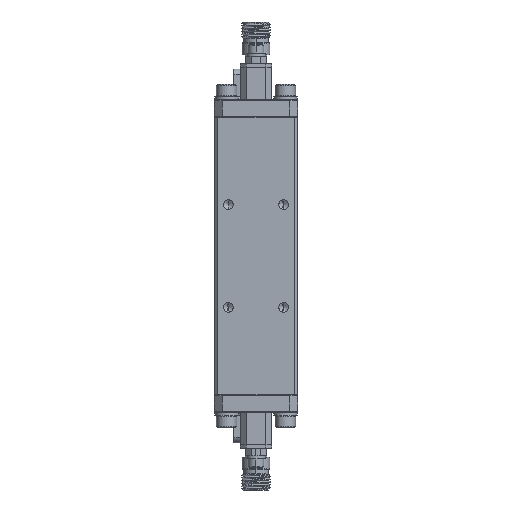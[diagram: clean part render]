
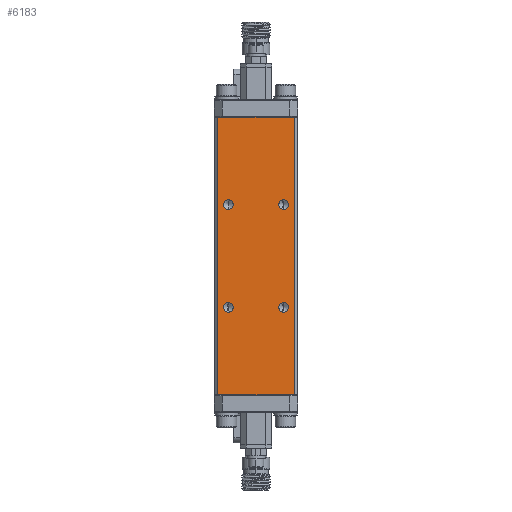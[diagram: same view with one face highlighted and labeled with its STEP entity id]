
A CAD part, front view. The second image highlights one B-rep face of the part: STEP entity #6183.
In plain terms, the highlighted planar face has unit normal (0, -1, 0).
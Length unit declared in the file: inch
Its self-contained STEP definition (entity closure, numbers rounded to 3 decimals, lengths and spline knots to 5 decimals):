
#760 = CARTESIAN_POINT ( 'NONE',  ( -0.25, -0.565, -0.4625 ) ) ;
#1041 = VECTOR ( 'NONE', #29198, 39.37008 ) ;
#1348 = PLANE ( 'NONE',  #4853 ) ;
#1436 = FACE_OUTER_BOUND ( 'NONE', #27684, .T. ) ;
#1729 = CARTESIAN_POINT ( 'NONE',  ( 0.345, -0.565, -1.25 ) ) ;
#1888 = CARTESIAN_POINT ( 'NONE',  ( -0.25, -0.565, 0.507 ) ) ;
#2257 = EDGE_CURVE ( 'NONE', #27313, #16582, #19941, .T. ) ;
#2280 = CARTESIAN_POINT ( 'NONE',  ( 0.345, -0.565, -1.25 ) ) ;
#3155 = EDGE_LOOP ( 'NONE', ( #14125, #34270 ) ) ;
#3618 = DIRECTION ( 'NONE',  ( 0., -1., 0. ) ) ;
#4071 = EDGE_CURVE ( 'NONE', #33509, #6741, #15216, .T. ) ;
#4853 = AXIS2_PLACEMENT_3D ( 'NONE', #33832, #17786, #33478 ) ;
#4921 = DIRECTION ( 'NONE',  ( 0., 0., -1. ) ) ;
#5821 = VERTEX_POINT ( 'NONE', #32062 ) ;
#6183 = ADVANCED_FACE ( 'NONE', ( #27644, #15806, #9481, #20435, #1436 ), #1348, .F. ) ;
#6350 = CARTESIAN_POINT ( 'NONE',  ( -0.25, -0.565, 0.4625 ) ) ;
#6416 = VECTOR ( 'NONE', #19512, 39.37008 ) ;
#6741 = VERTEX_POINT ( 'NONE', #28260 ) ;
#7176 = AXIS2_PLACEMENT_3D ( 'NONE', #34587, #18423, #4921 ) ;
#7550 = VERTEX_POINT ( 'NONE', #24051 ) ;
#7727 = AXIS2_PLACEMENT_3D ( 'NONE', #19425, #22121, #27576 ) ;
#8142 = AXIS2_PLACEMENT_3D ( 'NONE', #14894, #28705, #15008 ) ;
#9016 = EDGE_LOOP ( 'NONE', ( #23063, #34546 ) ) ;
#9481 = FACE_BOUND ( 'NONE', #9016, .T. ) ;
#9941 = CARTESIAN_POINT ( 'NONE',  ( 0.25, -0.565, 0.418 ) ) ;
#10340 = CARTESIAN_POINT ( 'NONE',  ( -0.25, -0.565, 0.418 ) ) ;
#11165 = CARTESIAN_POINT ( 'NONE',  ( -0.25, -0.565, 0.4625 ) ) ;
#11538 = DIRECTION ( 'NONE',  ( 0., 0., -1. ) ) ;
#11802 = DIRECTION ( 'NONE',  ( 0., 0., -1. ) ) ;
#11884 = CARTESIAN_POINT ( 'NONE',  ( 0.25, -0.565, 0.507 ) ) ;
#12166 = EDGE_CURVE ( 'NONE', #32433, #33095, #25189, .T. ) ;
#12258 = ORIENTED_EDGE ( 'NONE', *, *, #12166, .F. ) ;
#12498 = LINE ( 'NONE', #34521, #1041 ) ;
#13167 = DIRECTION ( 'NONE',  ( 0., 0., 1. ) ) ;
#13796 = LINE ( 'NONE', #16444, #19269 ) ;
#14064 = CARTESIAN_POINT ( 'NONE',  ( -0.345, -0.565, 1.25 ) ) ;
#14125 = ORIENTED_EDGE ( 'NONE', *, *, #21196, .F. ) ;
#14375 = DIRECTION ( 'NONE',  ( 0., 0., -1. ) ) ;
#14894 = CARTESIAN_POINT ( 'NONE',  ( 0.25, -0.565, -0.4625 ) ) ;
#15008 = DIRECTION ( 'NONE',  ( 0., 0., -1. ) ) ;
#15216 = CIRCLE ( 'NONE', #33804, 0.0445 ) ;
#15763 = ORIENTED_EDGE ( 'NONE', *, *, #22084, .F. ) ;
#15806 = FACE_BOUND ( 'NONE', #30740, .T. ) ;
#15832 = EDGE_CURVE ( 'NONE', #23477, #16582, #13796, .T. ) ;
#15908 = CIRCLE ( 'NONE', #18002, 0.0445 ) ;
#16094 = DIRECTION ( 'NONE',  ( 0., 0., -1. ) ) ;
#16202 = CIRCLE ( 'NONE', #7727, 0.0445 ) ;
#16444 = CARTESIAN_POINT ( 'NONE',  ( -0.345, -0.565, -1.25 ) ) ;
#16479 = DIRECTION ( 'NONE',  ( 0., -1., 0. ) ) ;
#16582 = VERTEX_POINT ( 'NONE', #19204 ) ;
#17102 = DIRECTION ( 'NONE',  ( 0., -1., 0. ) ) ;
#17786 = DIRECTION ( 'NONE',  ( 0., 1., 0. ) ) ;
#18002 = AXIS2_PLACEMENT_3D ( 'NONE', #33399, #17102, #28093 ) ;
#18164 = CIRCLE ( 'NONE', #7176, 0.0445 ) ;
#18423 = DIRECTION ( 'NONE',  ( 0., -1., 0. ) ) ;
#18719 = VERTEX_POINT ( 'NONE', #1888 ) ;
#19204 = CARTESIAN_POINT ( 'NONE',  ( -0.345, -0.565, -1.25 ) ) ;
#19269 = VECTOR ( 'NONE', #16094, 39.37008 ) ;
#19425 = CARTESIAN_POINT ( 'NONE',  ( 0.25, -0.565, 0.4625 ) ) ;
#19512 = DIRECTION ( 'NONE',  ( -1., 0., 0. ) ) ;
#19941 = LINE ( 'NONE', #27791, #6416 ) ;
#20433 = AXIS2_PLACEMENT_3D ( 'NONE', #25123, #27844, #14375 ) ;
#20435 = FACE_BOUND ( 'NONE', #26019, .T. ) ;
#20589 = ORIENTED_EDGE ( 'NONE', *, *, #4071, .F. ) ;
#20868 = VECTOR ( 'NONE', #13167, 39.37008 ) ;
#21006 = ORIENTED_EDGE ( 'NONE', *, *, #15832, .T. ) ;
#21134 = VERTEX_POINT ( 'NONE', #10340 ) ;
#21196 = EDGE_CURVE ( 'NONE', #21134, #18719, #28711, .T. ) ;
#21482 = ORIENTED_EDGE ( 'NONE', *, *, #29333, .T. ) ;
#22011 = VERTEX_POINT ( 'NONE', #33892 ) ;
#22014 = CIRCLE ( 'NONE', #28801, 0.0445 ) ;
#22084 = EDGE_CURVE ( 'NONE', #6741, #33509, #18164, .T. ) ;
#22121 = DIRECTION ( 'NONE',  ( 0., -1., 0. ) ) ;
#23063 = ORIENTED_EDGE ( 'NONE', *, *, #31501, .F. ) ;
#23477 = VERTEX_POINT ( 'NONE', #14064 ) ;
#23669 = AXIS2_PLACEMENT_3D ( 'NONE', #11165, #16479, #27219 ) ;
#24051 = CARTESIAN_POINT ( 'NONE',  ( 0.25, -0.565, -0.418 ) ) ;
#25120 = DIRECTION ( 'NONE',  ( 0., -1., 0. ) ) ;
#25123 = CARTESIAN_POINT ( 'NONE',  ( 0.25, -0.565, 0.4625 ) ) ;
#25189 = CIRCLE ( 'NONE', #20433, 0.0445 ) ;
#25844 = ORIENTED_EDGE ( 'NONE', *, *, #26089, .F. ) ;
#25922 = ORIENTED_EDGE ( 'NONE', *, *, #30184, .T. ) ;
#26019 = EDGE_LOOP ( 'NONE', ( #15763, #20589 ) ) ;
#26089 = EDGE_CURVE ( 'NONE', #33095, #32433, #16202, .T. ) ;
#26543 = ORIENTED_EDGE ( 'NONE', *, *, #2257, .F. ) ;
#27170 = EDGE_CURVE ( 'NONE', #18719, #21134, #22014, .T. ) ;
#27219 = DIRECTION ( 'NONE',  ( 0., 0., -1. ) ) ;
#27313 = VERTEX_POINT ( 'NONE', #1729 ) ;
#27576 = DIRECTION ( 'NONE',  ( 0., 0., -1. ) ) ;
#27644 = FACE_BOUND ( 'NONE', #3155, .T. ) ;
#27684 = EDGE_LOOP ( 'NONE', ( #26543, #25922, #21482, #21006 ) ) ;
#27791 = CARTESIAN_POINT ( 'NONE',  ( -0.375, -0.565, -1.25 ) ) ;
#27844 = DIRECTION ( 'NONE',  ( 0., -1., 0. ) ) ;
#28089 = LINE ( 'NONE', #2280, #20868 ) ;
#28093 = DIRECTION ( 'NONE',  ( 0., 0., -1. ) ) ;
#28260 = CARTESIAN_POINT ( 'NONE',  ( -0.25, -0.565, -0.507 ) ) ;
#28415 = EDGE_CURVE ( 'NONE', #7550, #22011, #15908, .T. ) ;
#28705 = DIRECTION ( 'NONE',  ( 0., -1., 0. ) ) ;
#28711 = CIRCLE ( 'NONE', #23669, 0.0445 ) ;
#28801 = AXIS2_PLACEMENT_3D ( 'NONE', #6350, #3618, #11802 ) ;
#29198 = DIRECTION ( 'NONE',  ( -1., 0., 0. ) ) ;
#29333 = EDGE_CURVE ( 'NONE', #5821, #23477, #12498, .T. ) ;
#29841 = CARTESIAN_POINT ( 'NONE',  ( -0.25, -0.565, -0.418 ) ) ;
#30054 = CIRCLE ( 'NONE', #8142, 0.0445 ) ;
#30184 = EDGE_CURVE ( 'NONE', #27313, #5821, #28089, .T. ) ;
#30740 = EDGE_LOOP ( 'NONE', ( #25844, #12258 ) ) ;
#31501 = EDGE_CURVE ( 'NONE', #22011, #7550, #30054, .T. ) ;
#32062 = CARTESIAN_POINT ( 'NONE',  ( 0.345, -0.565, 1.25 ) ) ;
#32433 = VERTEX_POINT ( 'NONE', #11884 ) ;
#33095 = VERTEX_POINT ( 'NONE', #9941 ) ;
#33399 = CARTESIAN_POINT ( 'NONE',  ( 0.25, -0.565, -0.4625 ) ) ;
#33478 = DIRECTION ( 'NONE',  ( 0., 0., 1. ) ) ;
#33509 = VERTEX_POINT ( 'NONE', #29841 ) ;
#33804 = AXIS2_PLACEMENT_3D ( 'NONE', #760, #25120, #11538 ) ;
#33832 = CARTESIAN_POINT ( 'NONE',  ( -0.375, -0.565, -1.25 ) ) ;
#33892 = CARTESIAN_POINT ( 'NONE',  ( 0.25, -0.565, -0.507 ) ) ;
#34270 = ORIENTED_EDGE ( 'NONE', *, *, #27170, .F. ) ;
#34521 = CARTESIAN_POINT ( 'NONE',  ( -0.375, -0.565, 1.25 ) ) ;
#34546 = ORIENTED_EDGE ( 'NONE', *, *, #28415, .F. ) ;
#34587 = CARTESIAN_POINT ( 'NONE',  ( -0.25, -0.565, -0.4625 ) ) ;
